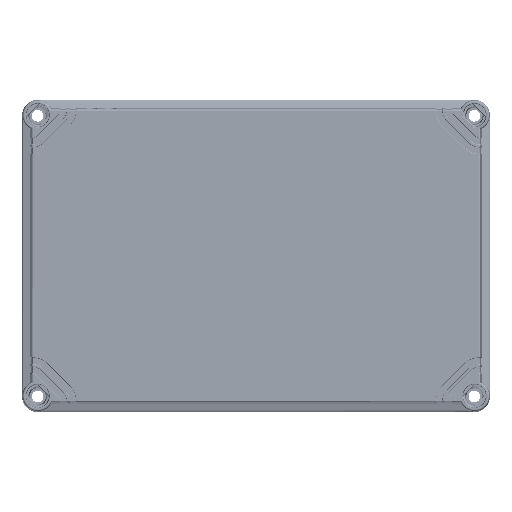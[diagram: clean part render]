
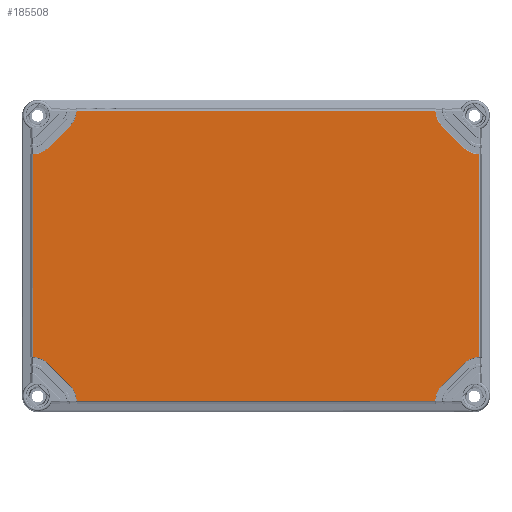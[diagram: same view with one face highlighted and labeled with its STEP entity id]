
A CAD part, top view. The second image highlights one B-rep face of the part: STEP entity #185508.
In plain terms, the highlighted planar face has unit normal (0, 0, 1).
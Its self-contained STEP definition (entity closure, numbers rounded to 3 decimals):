
#156892=CARTESIAN_POINT('',(-129.346,-93.3,30.));
#156893=DIRECTION('',(0.,0.,-1.));
#156894=DIRECTION('',(0.707,0.707,0.));
#156895=AXIS2_PLACEMENT_3D('',#156892,#156893,#156894);
#156900=DIRECTION('',(0.707,-0.707,0.));
#156901=VECTOR('',#156900,19.734);
#156902=CARTESIAN_POINT('',(-133.118,-69.164,30.));
#156903=LINE('',#156902,#156901);
#156907=CARTESIAN_POINT('',(-143.3,-79.346,30.));
#156908=DIRECTION('',(0.,0.,-1.));
#156909=DIRECTION('',(0.031,1.,0.));
#156910=AXIS2_PLACEMENT_3D('',#156907,#156908,#156909);
#156915=CARTESIAN_POINT('',(-143.3,79.346,30.));
#156916=DIRECTION('',(0.,0.,-1.));
#156917=DIRECTION('',(0.707,-0.707,0.));
#156918=AXIS2_PLACEMENT_3D('',#156915,#156916,#156917);
#156923=DIRECTION('',(-0.707,-0.707,0.));
#156924=VECTOR('',#156923,19.734);
#156925=CARTESIAN_POINT('',(-119.164,83.118,30.));
#156926=LINE('',#156925,#156924);
#156930=CARTESIAN_POINT('',(-129.346,93.3,30.));
#156931=DIRECTION('',(0.,0.,-1.));
#156932=DIRECTION('',(1.,-0.031,0.));
#156933=AXIS2_PLACEMENT_3D('',#156930,#156931,#156932);
#156938=DIRECTION('',(1.,0.,0.));
#156939=VECTOR('',#156938,229.906);
#156940=CARTESIAN_POINT('',(-114.953,92.851,
30.));
#156941=LINE('',#156940,#156939);
#156945=CARTESIAN_POINT('',(129.346,93.3,30.));
#156946=DIRECTION('',(0.,0.,-1.));
#156947=DIRECTION('',(-0.707,-0.707,0.));
#156948=AXIS2_PLACEMENT_3D('',#156945,#156946,#156947);
#156953=DIRECTION('',(-0.707,0.707,0.));
#156954=VECTOR('',#156953,19.734);
#156955=CARTESIAN_POINT('',(133.118,69.164,30.));
#156956=LINE('',#156955,#156954);
#156960=CARTESIAN_POINT('',(143.3,79.346,30.));
#156961=DIRECTION('',(0.,0.,-1.));
#156962=DIRECTION('',(-0.031,-1.,0.));
#156963=AXIS2_PLACEMENT_3D('',#156960,#156961,#156962);
#156968=CARTESIAN_POINT('',(143.3,-79.346,30.));
#156969=DIRECTION('',(0.,0.,-1.));
#156970=DIRECTION('',(-0.707,0.707,0.));
#156971=AXIS2_PLACEMENT_3D('',#156968,#156969,#156970);
#156976=DIRECTION('',(0.707,0.707,0.));
#156977=VECTOR('',#156976,19.734);
#156978=CARTESIAN_POINT('',(119.164,-83.118,30.));
#156979=LINE('',#156978,#156977);
#156983=CARTESIAN_POINT('',(129.346,-93.3,30.));
#156984=DIRECTION('',(0.,0.,-1.));
#156985=DIRECTION('',(-1.,0.031,0.));
#156986=AXIS2_PLACEMENT_3D('',#156983,#156984,#156985);
#159708=DIRECTION('',(1.,0.,0.));
#159709=VECTOR('',#159708,229.906);
#159710=CARTESIAN_POINT('',(-114.953,-92.851,
30.));
#159711=LINE('',#159710,#159709);
#159742=CARTESIAN_POINT('',(-114.953,-92.851,
30.));
#159829=CARTESIAN_POINT('',(142.851,-64.953,
30.));
#159842=DIRECTION('',(0.,1.,0.));
#159843=VECTOR('',#159842,129.906);
#159844=CARTESIAN_POINT('',(142.851,-64.953,
30.));
#159845=LINE('',#159844,#159843);
#159923=CARTESIAN_POINT('',(114.953,92.851,
30.));
#160023=DIRECTION('',(0.,-1.,0.));
#160024=VECTOR('',#160023,129.906);
#160025=CARTESIAN_POINT('',(-142.851,64.953,
30.));
#160026=LINE('',#160025,#160024);
#167287=CARTESIAN_POINT('',(-133.118,-69.164,30.));
#167288=CARTESIAN_POINT('',(-119.164,-83.118,30.));
#167289=VERTEX_POINT('',#167287);
#167290=VERTEX_POINT('',#167288);
#167291=CARTESIAN_POINT('',(-142.851,-64.953,30.));
#167292=VERTEX_POINT('',#167291);
#167424=VERTEX_POINT('',#159742);
#167432=CARTESIAN_POINT('',(-142.851,64.953,
30.));
#167433=VERTEX_POINT('',#167432);
#167553=CARTESIAN_POINT('',(-133.118,69.164,
30.));
#167554=VERTEX_POINT('',#167553);
#167557=CARTESIAN_POINT('',(-119.164,83.118,30.));
#167558=VERTEX_POINT('',#167557);
#167561=CARTESIAN_POINT('',(-114.953,92.851,30.));
#167562=VERTEX_POINT('',#167561);
#167695=VERTEX_POINT('',#159923);
#167697=CARTESIAN_POINT('',(119.164,83.118,
30.));
#167698=VERTEX_POINT('',#167697);
#167701=CARTESIAN_POINT('',(133.118,69.164,30.));
#167702=VERTEX_POINT('',#167701);
#167705=CARTESIAN_POINT('',(142.851,64.953,30.));
#167706=VERTEX_POINT('',#167705);
#167839=VERTEX_POINT('',#159829);
#167841=CARTESIAN_POINT('',(133.118,-69.164,
30.));
#167842=VERTEX_POINT('',#167841);
#167845=CARTESIAN_POINT('',(119.164,-83.118,30.));
#167846=VERTEX_POINT('',#167845);
#167849=CARTESIAN_POINT('',(114.953,-92.851,30.));
#167850=VERTEX_POINT('',#167849);
#185469=CARTESIAN_POINT('',(0.,0.,30.));
#185470=DIRECTION('',(0.,0.,1.));
#185471=DIRECTION('',(1.,0.,0.));
#185472=AXIS2_PLACEMENT_3D('',#185469,#185470,#185471);
#185473=PLANE('',#185472);
#185475=ORIENTED_EDGE('',*,*,#185474,.F.);
#185477=ORIENTED_EDGE('',*,*,#185476,.F.);
#185479=ORIENTED_EDGE('',*,*,#185478,.F.);
#185481=ORIENTED_EDGE('',*,*,#185480,.F.);
#185483=ORIENTED_EDGE('',*,*,#185482,.F.);
#185485=ORIENTED_EDGE('',*,*,#185484,.F.);
#185487=ORIENTED_EDGE('',*,*,#185486,.F.);
#185489=ORIENTED_EDGE('',*,*,#185488,.F.);
#185491=ORIENTED_EDGE('',*,*,#185490,.T.);
#185493=ORIENTED_EDGE('',*,*,#185492,.F.);
#185495=ORIENTED_EDGE('',*,*,#185494,.F.);
#185497=ORIENTED_EDGE('',*,*,#185496,.F.);
#185499=ORIENTED_EDGE('',*,*,#185498,.F.);
#185501=ORIENTED_EDGE('',*,*,#185500,.F.);
#185503=ORIENTED_EDGE('',*,*,#185502,.F.);
#185505=ORIENTED_EDGE('',*,*,#185504,.F.);
#185506=EDGE_LOOP('',(#185475,#185477,#185479,#185481,#185483,#185485,#185487,
#185489,#185491,#185493,#185495,#185497,#185499,#185501,#185503,#185505));
#185507=FACE_OUTER_BOUND('',#185506,.F.);
#156896=CIRCLE('',#156895,14.4);
#156911=CIRCLE('',#156910,14.4);
#156919=CIRCLE('',#156918,14.4);
#156934=CIRCLE('',#156933,14.4);
#156949=CIRCLE('',#156948,14.4);
#156964=CIRCLE('',#156963,14.4);
#156972=CIRCLE('',#156971,14.4);
#156987=CIRCLE('',#156986,14.4);
#185474=EDGE_CURVE('',#167424,#167850,#159711,.T.);
#185476=EDGE_CURVE('',#167290,#167424,#156896,.T.);
#185478=EDGE_CURVE('',#167289,#167290,#156903,.T.);
#185480=EDGE_CURVE('',#167292,#167289,#156911,.T.);
#185482=EDGE_CURVE('',#167433,#167292,#160026,.T.);
#185484=EDGE_CURVE('',#167554,#167433,#156919,.T.);
#185486=EDGE_CURVE('',#167558,#167554,#156926,.T.);
#185488=EDGE_CURVE('',#167562,#167558,#156934,.T.);
#185490=EDGE_CURVE('',#167562,#167695,#156941,.T.);
#185492=EDGE_CURVE('',#167698,#167695,#156949,.T.);
#185494=EDGE_CURVE('',#167702,#167698,#156956,.T.);
#185496=EDGE_CURVE('',#167706,#167702,#156964,.T.);
#185498=EDGE_CURVE('',#167839,#167706,#159845,.T.);
#185500=EDGE_CURVE('',#167842,#167839,#156972,.T.);
#185502=EDGE_CURVE('',#167846,#167842,#156979,.T.);
#185504=EDGE_CURVE('',#167850,#167846,#156987,.T.);
#185508=ADVANCED_FACE('',(#185507),#185473,.T.);
